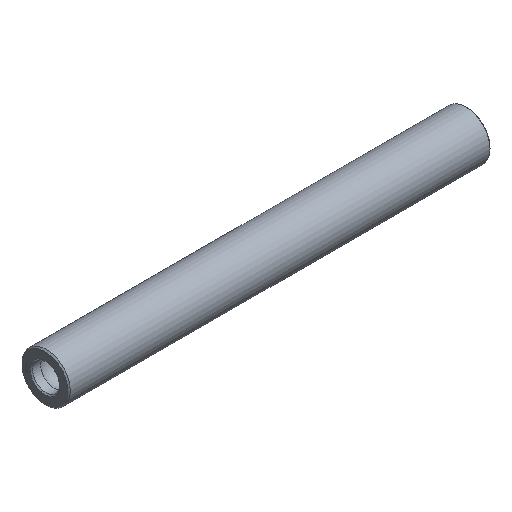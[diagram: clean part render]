
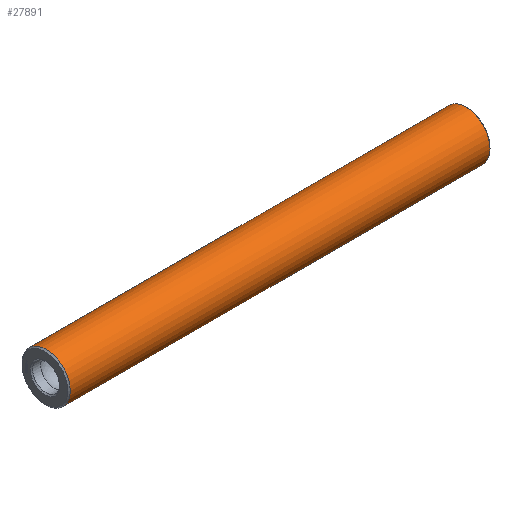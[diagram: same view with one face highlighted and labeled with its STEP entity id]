
A CAD part, isometric view. The second image highlights one B-rep face of the part: STEP entity #27891.
In plain terms, the highlighted cylindrical face has radius 6.25 mm (diameter 12.5 mm), a full revolution.
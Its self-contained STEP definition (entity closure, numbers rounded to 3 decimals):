
#134 = CONICAL_SURFACE('',#135,5.95,0.785);
#135 = AXIS2_PLACEMENT_3D('',#136,#137,#138);
#136 = CARTESIAN_POINT('',(-109.375,0.,0.));
#137 = DIRECTION('',(1.,0.,0.));
#138 = DIRECTION('',(0.,0.,1.));
#10369 = VERTEX_POINT('',#10370);
#10370 = CARTESIAN_POINT('',(-109.075,0.,6.25));
#10391 = EDGE_CURVE('',#10369,#10369,#10392,.T.);
#10392 = SURFACE_CURVE('',#10393,(#10398,#10405),.PCURVE_S1.);
#10393 = CIRCLE('',#10394,6.25);
#10394 = AXIS2_PLACEMENT_3D('',#10395,#10396,#10397);
#10395 = CARTESIAN_POINT('',(-109.075,0.,0.));
#10396 = DIRECTION('',(1.,0.,0.));
#10397 = DIRECTION('',(0.,0.,1.));
#10398 = PCURVE('',#134,#10399);
#10399 = DEFINITIONAL_REPRESENTATION('',(#10400),#10404);
#10400 = LINE('',#10401,#10402);
#10401 = CARTESIAN_POINT('',(0.,0.3));
#10402 = VECTOR('',#10403,1.);
#10403 = DIRECTION('',(1.,0.));
#10404 = ( GEOMETRIC_REPRESENTATION_CONTEXT(2) 
PARAMETRIC_REPRESENTATION_CONTEXT() REPRESENTATION_CONTEXT('2D SPACE',''
  ) );
#10405 = PCURVE('',#10406,#10411);
#10406 = CYLINDRICAL_SURFACE('',#10407,6.25);
#10407 = AXIS2_PLACEMENT_3D('',#10408,#10409,#10410);
#10408 = CARTESIAN_POINT('',(-109.075,0.,0.));
#10409 = DIRECTION('',(1.,0.,0.));
#10410 = DIRECTION('',(0.,0.,1.));
#10411 = DEFINITIONAL_REPRESENTATION('',(#10412),#10416);
#10412 = LINE('',#10413,#10414);
#10413 = CARTESIAN_POINT('',(0.,0.));
#10414 = VECTOR('',#10415,1.);
#10415 = DIRECTION('',(1.,0.));
#10416 = ( GEOMETRIC_REPRESENTATION_CONTEXT(2) 
PARAMETRIC_REPRESENTATION_CONTEXT() REPRESENTATION_CONTEXT('2D SPACE',''
  ) );
#27891 = ADVANCED_FACE('',(#27892),#10406,.T.);
#27892 = FACE_BOUND('',#27893,.T.);
#27893 = EDGE_LOOP('',(#27894,#27895,#27918,#27945));
#27894 = ORIENTED_EDGE('',*,*,#10391,.T.);
#27895 = ORIENTED_EDGE('',*,*,#27896,.T.);
#27896 = EDGE_CURVE('',#10369,#27897,#27899,.T.);
#27897 = VERTEX_POINT('',#27898);
#27898 = CARTESIAN_POINT('',(-0.3,0.,6.25));
#27899 = SEAM_CURVE('',#27900,(#27904,#27911),.PCURVE_S1.);
#27900 = LINE('',#27901,#27902);
#27901 = CARTESIAN_POINT('',(-109.075,0.,6.25));
#27902 = VECTOR('',#27903,1.);
#27903 = DIRECTION('',(1.,0.,0.));
#27904 = PCURVE('',#10406,#27905);
#27905 = DEFINITIONAL_REPRESENTATION('',(#27906),#27910);
#27906 = LINE('',#27907,#27908);
#27907 = CARTESIAN_POINT('',(0.,0.));
#27908 = VECTOR('',#27909,1.);
#27909 = DIRECTION('',(0.,1.));
#27910 = ( GEOMETRIC_REPRESENTATION_CONTEXT(2) 
PARAMETRIC_REPRESENTATION_CONTEXT() REPRESENTATION_CONTEXT('2D SPACE',''
  ) );
#27911 = PCURVE('',#10406,#27912);
#27912 = DEFINITIONAL_REPRESENTATION('',(#27913),#27917);
#27913 = LINE('',#27914,#27915);
#27914 = CARTESIAN_POINT('',(6.283,0.));
#27915 = VECTOR('',#27916,1.);
#27916 = DIRECTION('',(0.,1.));
#27917 = ( GEOMETRIC_REPRESENTATION_CONTEXT(2) 
PARAMETRIC_REPRESENTATION_CONTEXT() REPRESENTATION_CONTEXT('2D SPACE',''
  ) );
#27918 = ORIENTED_EDGE('',*,*,#27919,.F.);
#27919 = EDGE_CURVE('',#27897,#27897,#27920,.T.);
#27920 = SURFACE_CURVE('',#27921,(#27926,#27933),.PCURVE_S1.);
#27921 = CIRCLE('',#27922,6.25);
#27922 = AXIS2_PLACEMENT_3D('',#27923,#27924,#27925);
#27923 = CARTESIAN_POINT('',(-0.3,0.,0.));
#27924 = DIRECTION('',(1.,0.,0.));
#27925 = DIRECTION('',(0.,0.,1.));
#27926 = PCURVE('',#10406,#27927);
#27927 = DEFINITIONAL_REPRESENTATION('',(#27928),#27932);
#27928 = LINE('',#27929,#27930);
#27929 = CARTESIAN_POINT('',(0.,108.775));
#27930 = VECTOR('',#27931,1.);
#27931 = DIRECTION('',(1.,0.));
#27932 = ( GEOMETRIC_REPRESENTATION_CONTEXT(2) 
PARAMETRIC_REPRESENTATION_CONTEXT() REPRESENTATION_CONTEXT('2D SPACE',''
  ) );
#27933 = PCURVE('',#27934,#27939);
#27934 = CONICAL_SURFACE('',#27935,6.25,0.785);
#27935 = AXIS2_PLACEMENT_3D('',#27936,#27937,#27938);
#27936 = CARTESIAN_POINT('',(-0.3,0.,0.));
#27937 = DIRECTION('',(-1.,-0.,-0.));
#27938 = DIRECTION('',(0.,0.,1.));
#27939 = DEFINITIONAL_REPRESENTATION('',(#27940),#27944);
#27940 = LINE('',#27941,#27942);
#27941 = CARTESIAN_POINT('',(-0.,-0.));
#27942 = VECTOR('',#27943,1.);
#27943 = DIRECTION('',(-1.,-0.));
#27944 = ( GEOMETRIC_REPRESENTATION_CONTEXT(2) 
PARAMETRIC_REPRESENTATION_CONTEXT() REPRESENTATION_CONTEXT('2D SPACE',''
  ) );
#27945 = ORIENTED_EDGE('',*,*,#27896,.F.);
